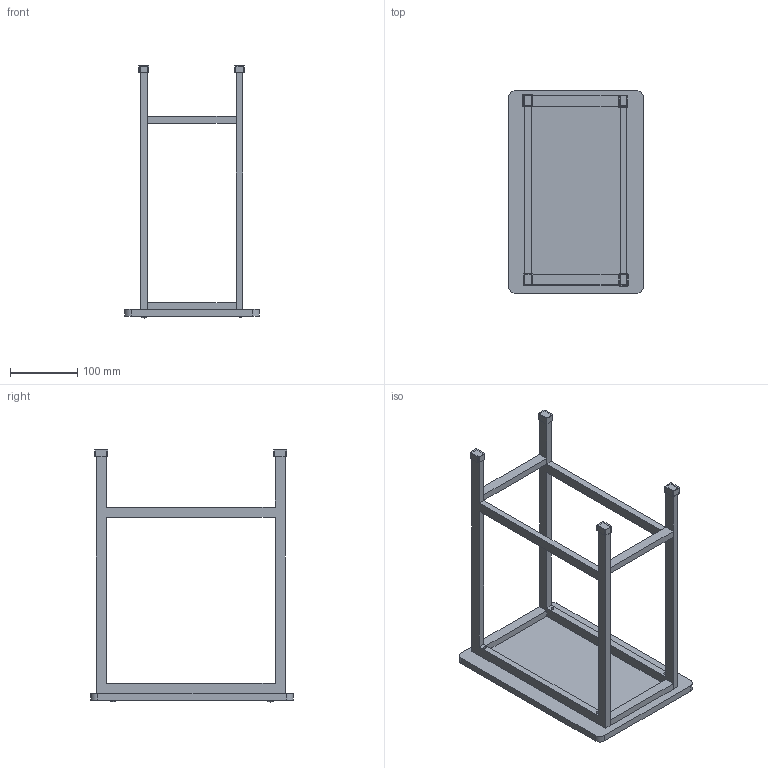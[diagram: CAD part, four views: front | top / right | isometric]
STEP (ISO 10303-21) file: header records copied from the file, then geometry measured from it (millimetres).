
FILE_DESCRIPTION (( 'STEP AP203' ), '1' );
FILE_NAME ('啣脾.STEP', '2025-01-17T13:17:39', ( '' ), ( '' ), 'SwSTEP 2.0', 'SolidWorks 2024', '' );
FILE_SCHEMA (( 'CONFIG_CONTROL_DESIGN' ));
Length unit declared in the file: millimetre
Products named in the file (6): 凳板; 螺丝; 腿2; 板凳; 腿1; 脚3
Assembly tree (15 placements, depth 2):
  板凳
    凳板
    螺丝  x4
    腿1  x2
    腿2  x4
    脚3  x4
Bounding box: 200 x 300 x 373.69 mm (x, y, z)
Volume: 1048468.9 mm3; surface area: 289553.4 mm2
Topology: 15 solids, 15 shells, 848 faces, 2376 edges, 1580 vertices
Faces by surface type: cylinder 544, plane 246, bspline 50, sphere 8
Entity records: 20741 total; most frequent: CARTESIAN_POINT 11486, ORIENTED_EDGE 2010, DIRECTION 1398, EDGE_CURVE 1005, VERTEX_POINT 669, LINE 626, VECTOR 626, EDGE_LOOP 392
